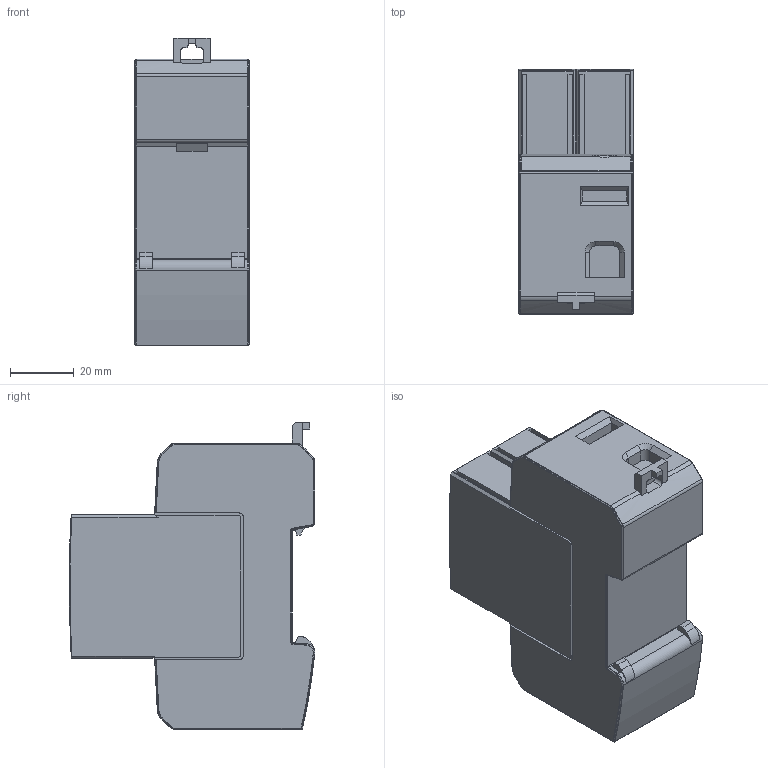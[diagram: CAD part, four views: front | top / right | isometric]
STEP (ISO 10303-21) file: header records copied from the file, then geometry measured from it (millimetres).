
FILE_DESCRIPTION((''),'2;1');
FILE_NAME('002440654_ETITEC_CM_T23_2P_ASM','2023-08-18T09:36:26',('klemen.sitar'),('Audax d.o.o.'),'CREO PARAMETRIC BY PTC INC, 2021304','CREO PARAMETRIC BY PTC INC, 2021304','');
FILE_SCHEMA(('AP242_MANAGED_MODEL_BASED_3D_ENGINEERING_MIM_LF { 1 0 10303 442 1 1 4 }'));
Length unit declared in the file: millimetre
Products named in the file (36): PRT0001_1_1_1_2; ASM0001_ASM_1_ASM_1_1_2_ASM; TYPE_1___FI-7_09MM_ASM_1_1_2_ASM; 89_SCREW_1_1_1_2; ASM0002_ASM_1_ASM_1_1_2_ASM; TYPE_1___FI-5_25MM_ASM_1_1_2_ASM; T2CML_1_1_SOLID_18_1_1_1_2; T2CML_1_1_SOLID_18_1_1_2_3_1__2; ZAS_ASM_1_ASM; B_1; T2CM_L_3_1_4_0_36_2_1_1_1; T2CM_L_3_1_4_0_36_3_1_1_1; PRT0003_1_1; PRT0003_1_2; PRT0003_1_3; PRT0003_1_ASM; PRT0004_1_1; PRT0004_1_2; PRT0004_1_3; PRT0004_1_4; PRT0004_1_ASM; PROTEC_T2-CM-275-1_1-L-R_ASM__2_ASM; 002440653_ETITEC_CM_T23_4P_RC_ASM; PART1_1_1_2_1; PART1_1_1_2_2; PART1_1_1_2_3; PART1_1_1_2_ASM; LOGO_ASM_1_1_ASM; ASM0001_ASM; PART1_1_1_2_3_4_1; PART1_1_1_2_3_4_2; PART1_1_1_2_3_4_3; PART1_1_1_2_3_4_ASM; LOGO_ASM_1_1_2_ASM; ASM0002_ASM; 002440654_ETITEC_CM_T23_2P_ASM
Assembly tree (38 placements, depth 6):
  002440654_ETITEC_CM_T23_2P_ASM
    002440653_ETITEC_CM_T23_4P_RC_ASM
      PROTEC_T2-CM-275-1_1-L-R_ASM__2_ASM
        TYPE_1___FI-7_09MM_ASM_1_1_2_ASM
          ASM0001_ASM_1_ASM_1_1_2_ASM
            PRT0001_1_1_1_2
        TYPE_1___FI-5_25MM_ASM_1_1_2_ASM  x4
          ASM0002_ASM_1_ASM_1_1_2_ASM
            89_SCREW_1_1_1_2
        ZAS_ASM_1_ASM
          T2CML_1_1_SOLID_18_1_1_1_2
          T2CML_1_1_SOLID_18_1_1_2_3_1__2
        B_1
        T2CM_L_3_1_4_0_36_2_1_1_1
        T2CM_L_3_1_4_0_36_3_1_1_1
        PRT0003_1_ASM
          PRT0003_1_1
          PRT0003_1_2
          PRT0003_1_3
        PRT0004_1_ASM
          PRT0004_1_1
          PRT0004_1_2
          PRT0004_1_3
          PRT0004_1_4
    ASM0001_ASM
      LOGO_ASM_1_1_ASM
        PART1_1_1_2_ASM
          PART1_1_1_2_1
          PART1_1_1_2_2
          PART1_1_1_2_3
    ASM0002_ASM
      LOGO_ASM_1_1_2_ASM
        PART1_1_1_2_3_4_ASM
          PART1_1_1_2_3_4_1
          PART1_1_1_2_3_4_2
          PART1_1_1_2_3_4_3
Bounding box: 36 x 77.15 x 96.51 mm (x, y, z)
Volume: 188133.6 mm3; surface area: 37099.3 mm2
Topology: 23 solids, 23 shells, 987 faces, 2540 edges, 1591 vertices
Faces by surface type: plane 571, cylinder 216, cone 72, torus 58, sphere 34, bspline 32, extrusion 4
Entity records: 43448 total; most frequent: CARTESIAN_POINT 10229, DIRECTION 4502, ORIENTED_EDGE 4274, PRESENTATION_STYLE_ASSIGNMENT 2403, STYLED_ITEM 2339, CURVE_STYLE 2209, EDGE_CURVE 2137, AXIS2_PLACEMENT_3D 1547
